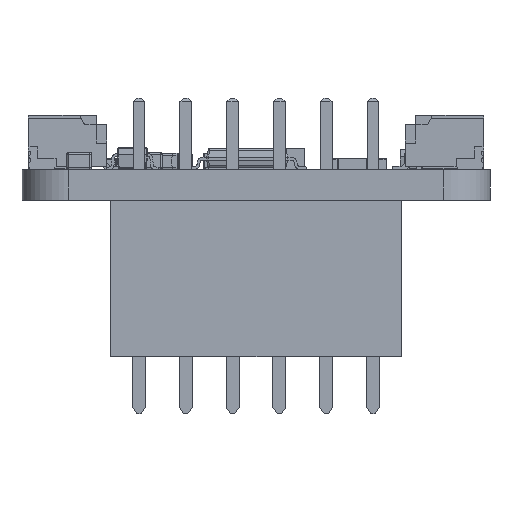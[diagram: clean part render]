
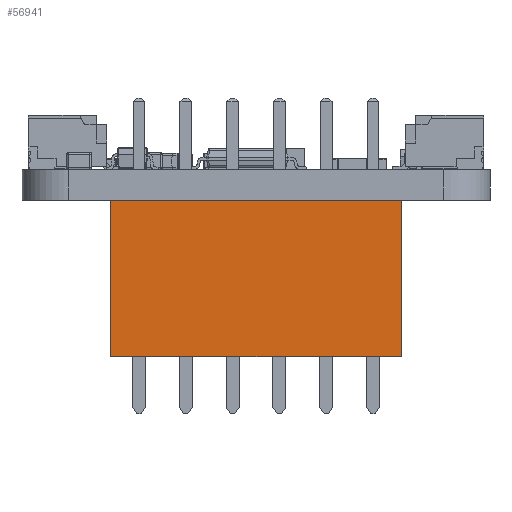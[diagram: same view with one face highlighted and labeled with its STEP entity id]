
A CAD part, front view. The second image highlights one B-rep face of the part: STEP entity #56941.
In plain terms, the highlighted planar face has unit normal (0, -1, 0).
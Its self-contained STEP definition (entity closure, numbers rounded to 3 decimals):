
#56928=AXIS2_PLACEMENT_3D('Plane Axis2P3D',#56925,#56926,#56927) ;
#55727=CARTESIAN_POINT('Vertex',(-7.87,-1.25,4.25)) ;
#55730=CARTESIAN_POINT('Line Origine',(0.,-1.25,4.25)) ;
#55734=CARTESIAN_POINT('Vertex',(7.87,-1.25,4.25)) ;
#55982=CARTESIAN_POINT('Vertex',(-7.87,-1.25,-4.25)) ;
#55985=CARTESIAN_POINT('Line Origine',(-7.87,-1.25,0.)) ;
#56068=CARTESIAN_POINT('Line Origine',(7.87,-1.25,0.)) ;
#56072=CARTESIAN_POINT('Vertex',(7.87,-1.25,-4.25)) ;
#56925=CARTESIAN_POINT('Axis2P3D Location',(0.,-1.25,0.)) ;
#56930=CARTESIAN_POINT('Line Origine',(0.,-1.25,-4.25)) ;
#55731=DIRECTION('Vector Direction',(-1.,0.,0.)) ;
#55986=DIRECTION('Vector Direction',(0.,0.,-1.)) ;
#56069=DIRECTION('Vector Direction',(0.,0.,1.)) ;
#56926=DIRECTION('Axis2P3D Direction',(0.,-1.,0.)) ;
#56927=DIRECTION('Axis2P3D XDirection',(0.,0.,-1.)) ;
#56931=DIRECTION('Vector Direction',(1.,0.,0.)) ;
#55732=VECTOR('Line Direction',#55731,1.) ;
#55987=VECTOR('Line Direction',#55986,1.) ;
#56070=VECTOR('Line Direction',#56069,1.) ;
#56932=VECTOR('Line Direction',#56931,1.) ;
#56936=ORIENTED_EDGE('',*,*,#55736,.T.) ;
#56937=ORIENTED_EDGE('',*,*,#55989,.T.) ;
#56938=ORIENTED_EDGE('',*,*,#56934,.T.) ;
#56939=ORIENTED_EDGE('',*,*,#56074,.T.) ;
#56941=ADVANCED_FACE('',(#56940),#56929,.T.) ;
#55736=EDGE_CURVE('',#55735,#55728,#55733,.T.) ;
#55989=EDGE_CURVE('',#55728,#55983,#55988,.T.) ;
#56074=EDGE_CURVE('',#56073,#55735,#56071,.T.) ;
#56934=EDGE_CURVE('',#55983,#56073,#56933,.T.) ;
#56935=EDGE_LOOP('',(#56936,#56937,#56938,#56939)) ;
#56940=FACE_OUTER_BOUND('',#56935,.T.) ;
#55733=LINE('Line',#55730,#55732) ;
#55988=LINE('Line',#55985,#55987) ;
#56071=LINE('Line',#56068,#56070) ;
#56933=LINE('Line',#56930,#56932) ;
#56929=PLANE('Plane',#56928) ;
#55728=VERTEX_POINT('',#55727) ;
#55735=VERTEX_POINT('',#55734) ;
#55983=VERTEX_POINT('',#55982) ;
#56073=VERTEX_POINT('',#56072) ;
